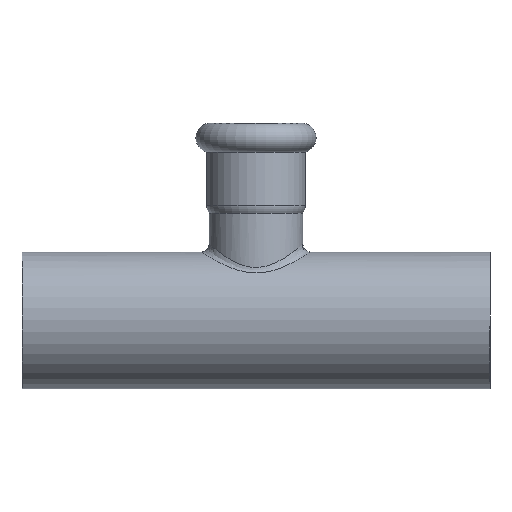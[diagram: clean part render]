
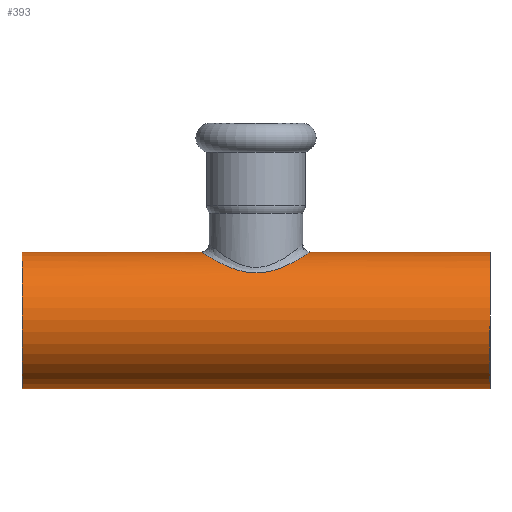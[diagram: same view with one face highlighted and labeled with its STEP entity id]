
A CAD part, front view. The second image highlights one B-rep face of the part: STEP entity #393.
In plain terms, the highlighted cylindrical face has radius 17.5 mm (diameter 35 mm), a full revolution.
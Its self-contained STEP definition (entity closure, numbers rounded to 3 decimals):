
#26=B_SPLINE_CURVE_WITH_KNOTS('',3,(#998,#999,#1000,#1001,#1002,#1003,#1004,
#1005),.UNSPECIFIED.,.F.,.F.,(4,1,1,1,1,4),(-7.557,-7.287,
-7.018,-6.478,-5.758,-5.668),
 .UNSPECIFIED.);
#27=B_SPLINE_CURVE_WITH_KNOTS('',3,(#1007,#1008,#1009,#1010,#1011,#1012,
#1013,#1014,#1015,#1016,#1017,#1018,#1019),.UNSPECIFIED.,.F.,.F.,(4,1,1,
1,1,1,1,1,1,1,4),(-5.668,-5.398,-4.678,
-4.318,-3.959,-3.599,-3.239,-2.879,
-2.519,-2.159,-1.889),.UNSPECIFIED.);
#28=B_SPLINE_CURVE_WITH_KNOTS('',3,(#1020,#1021,#1022,#1023,#1024,#1025,
#1026,#1027),.UNSPECIFIED.,.F.,.F.,(4,1,1,1,1,4),(-1.889,-1.619,
-1.08,-0.54,-0.27,0.),.UNSPECIFIED.);
#43=LINE('',#1035,#56);
#44=LINE('',#1037,#57);
#56=VECTOR('',#588,17.5);
#57=VECTOR('',#589,17.5);
#65=CYLINDRICAL_SURFACE('',#466,17.5);
#81=FACE_OUTER_BOUND('',#99,.T.);
#99=EDGE_LOOP('',(#360,#361,#362,#363,#364,#365,#366,#367,#368));
#141=CIRCLE('',#467,17.5);
#142=CIRCLE('',#468,17.5);
#179=VERTEX_POINT('',#968);
#182=VERTEX_POINT('',#997);
#183=VERTEX_POINT('',#1006);
#185=VERTEX_POINT('',#1033);
#186=VERTEX_POINT('',#1036);
#240=EDGE_CURVE('',#179,#182,#26,.T.);
#241=EDGE_CURVE('',#182,#183,#27,.T.);
#242=EDGE_CURVE('',#183,#179,#28,.T.);
#245=EDGE_CURVE('',#185,#185,#141,.T.);
#246=EDGE_CURVE('',#185,#183,#43,.T.);
#247=EDGE_CURVE('',#182,#186,#44,.T.);
#248=EDGE_CURVE('',#186,#186,#142,.T.);
#360=ORIENTED_EDGE('',*,*,#245,.F.);
#361=ORIENTED_EDGE('',*,*,#246,.T.);
#362=ORIENTED_EDGE('',*,*,#241,.F.);
#363=ORIENTED_EDGE('',*,*,#247,.T.);
#364=ORIENTED_EDGE('',*,*,#248,.F.);
#365=ORIENTED_EDGE('',*,*,#247,.F.);
#366=ORIENTED_EDGE('',*,*,#240,.F.);
#367=ORIENTED_EDGE('',*,*,#242,.F.);
#368=ORIENTED_EDGE('',*,*,#246,.F.);
#393=ADVANCED_FACE('',(#81),#65,.T.);
#466=AXIS2_PLACEMENT_3D('',#1032,#584,#585);
#467=AXIS2_PLACEMENT_3D('',#1034,#586,#587);
#468=AXIS2_PLACEMENT_3D('',#1038,#590,#591);
#584=DIRECTION('center_axis',(1.,0.,0.));
#585=DIRECTION('ref_axis',(0.,0.,-1.));
#586=DIRECTION('center_axis',(1.,0.,0.));
#587=DIRECTION('ref_axis',(0.,0.,-1.));
#588=DIRECTION('',(-1.,0.,0.));
#589=DIRECTION('',(-1.,0.,0.));
#590=DIRECTION('center_axis',(-1.,0.,0.));
#591=DIRECTION('ref_axis',(0.,0.,-1.));
#968=CARTESIAN_POINT('',(0.,12.564,12.182));
#997=CARTESIAN_POINT('',(-14.,0.,17.5));
#998=CARTESIAN_POINT('Ctrl Pts',(0.,12.564,
12.182));
#999=CARTESIAN_POINT('Ctrl Pts',(-1.093,12.564,12.182));
#1000=CARTESIAN_POINT('Ctrl Pts',(-3.275,12.334,12.43));
#1001=CARTESIAN_POINT('Ctrl Pts',(-7.209,11.028,13.645));
#1002=CARTESIAN_POINT('Ctrl Pts',(-11.709,7.853,15.999));
#1003=CARTESIAN_POINT('Ctrl Pts',(-13.88,3.282,17.422));
#1004=CARTESIAN_POINT('Ctrl Pts',(-14.001,0.335,17.503));
#1005=CARTESIAN_POINT('Ctrl Pts',(-14.,0.007,
17.502));
#1006=CARTESIAN_POINT('',(14.,0.,17.5));
#1007=CARTESIAN_POINT('Ctrl Pts',(-14.,0.007,
17.502));
#1008=CARTESIAN_POINT('Ctrl Pts',(-13.997,-0.977,
17.502));
#1009=CARTESIAN_POINT('Ctrl Pts',(-13.52,-4.605,17.194));
#1010=CARTESIAN_POINT('Ctrl Pts',(-10.715,-8.693,15.398));
#1011=CARTESIAN_POINT('Ctrl Pts',(-6.285,-11.422,13.316));
#1012=CARTESIAN_POINT('Ctrl Pts',(-2.242,-12.613,12.136));
#1013=CARTESIAN_POINT('Ctrl Pts',(2.244,-12.61,12.139));
#1014=CARTESIAN_POINT('Ctrl Pts',(6.28,-11.425,13.317));
#1015=CARTESIAN_POINT('Ctrl Pts',(9.615,-9.369,14.877));
#1016=CARTESIAN_POINT('Ctrl Pts',(12.197,-6.525,16.357));
#1017=CARTESIAN_POINT('Ctrl Pts',(13.708,-3.272,17.314));
#1018=CARTESIAN_POINT('Ctrl Pts',(13.995,-0.981,17.495));
#1019=CARTESIAN_POINT('Ctrl Pts',(13.994,0.001,
17.495));
#1020=CARTESIAN_POINT('Ctrl Pts',(13.994,0.001,
17.495));
#1021=CARTESIAN_POINT('Ctrl Pts',(13.994,0.983,17.494));
#1022=CARTESIAN_POINT('Ctrl Pts',(13.622,3.926,17.259));
#1023=CARTESIAN_POINT('Ctrl Pts',(11.169,8.209,15.707));
#1024=CARTESIAN_POINT('Ctrl Pts',(7.213,11.036,13.651));
#1025=CARTESIAN_POINT('Ctrl Pts',(3.273,12.331,12.428));
#1026=CARTESIAN_POINT('Ctrl Pts',(1.093,12.564,12.182));
#1027=CARTESIAN_POINT('Ctrl Pts',(0.,12.564,
12.182));
#1032=CARTESIAN_POINT('Origin',(0.,0.,
0.));
#1033=CARTESIAN_POINT('',(60.,0.,17.5));
#1034=CARTESIAN_POINT('Origin',(60.,0.,0.));
#1035=CARTESIAN_POINT('',(0.,0.,17.5));
#1036=CARTESIAN_POINT('',(-60.,0.,17.5));
#1037=CARTESIAN_POINT('',(0.,0.,17.5));
#1038=CARTESIAN_POINT('Origin',(-60.,0.,0.));
